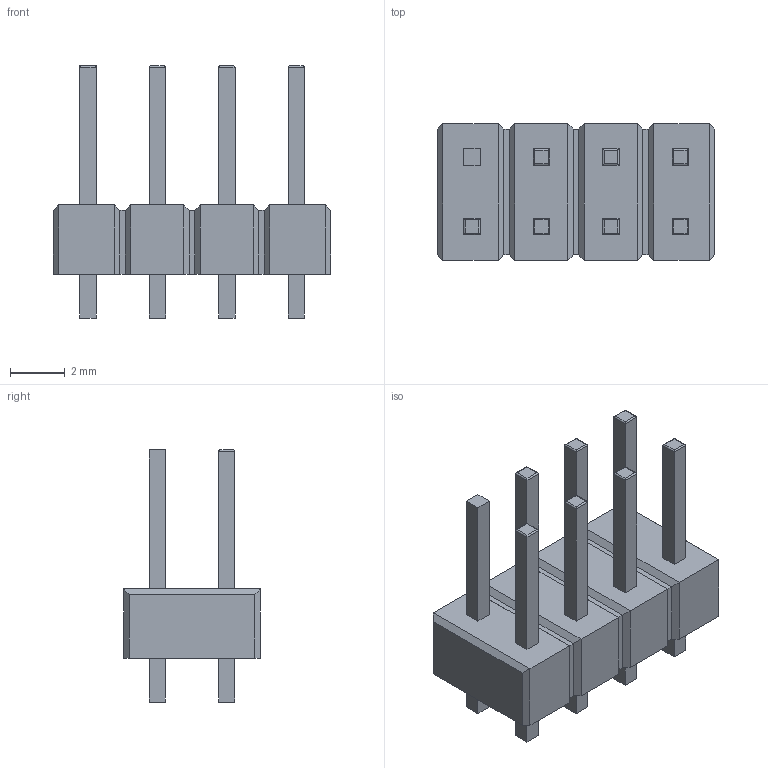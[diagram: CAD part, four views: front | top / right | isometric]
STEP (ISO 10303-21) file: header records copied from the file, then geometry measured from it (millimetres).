
FILE_DESCRIPTION (( 'STEP AP214' ), '1' );
FILE_NAME ('IDC8-2.54.STEP', '2012-08-23T02:34:31', ( 'User' ), ( 'Microsoft' ), 'SwSTEP 2.0', 'SolidWorks 2011', '' );
FILE_SCHEMA (( 'AUTOMOTIVE_DESIGN' ));
Length unit declared in the file: millimetre
Products named in the file (1): IDC8-2.54
Bounding box: 10.16 x 5 x 9.22 mm (x, y, z)
Volume: 145.5 mm3; surface area: 307.3 mm2
Topology: 1 solids, 1 shells, 156 faces, 358 edges, 220 vertices
Faces by surface type: plane 128, cylinder 28
Entity records: 4796 total; most frequent: CARTESIAN_POINT 819, ORIENTED_EDGE 716, DIRECTION 644, EDGE_CURVE 358, LINE 330, VECTOR 330, VERTEX_POINT 220, EDGE_LOOP 172
